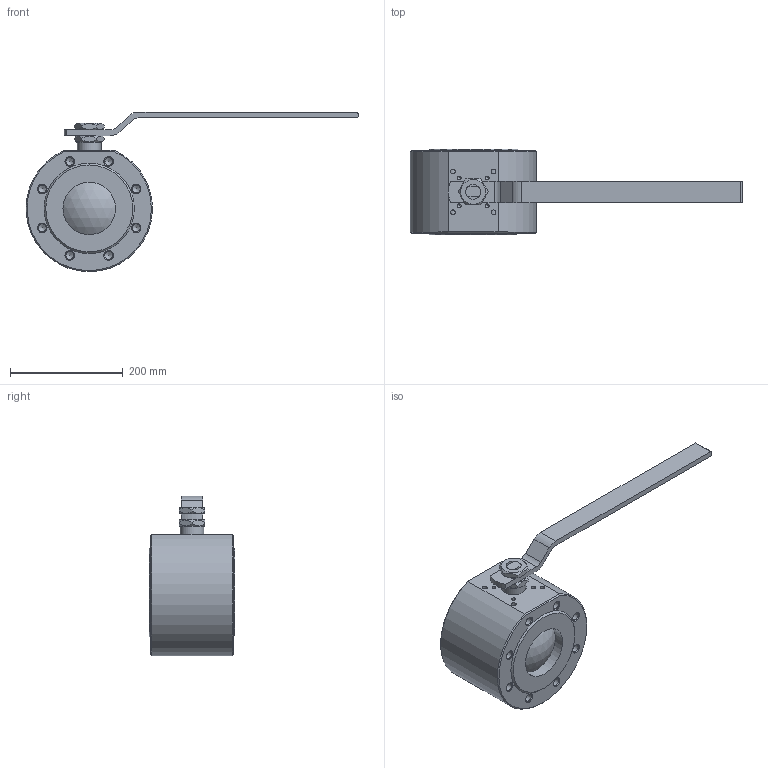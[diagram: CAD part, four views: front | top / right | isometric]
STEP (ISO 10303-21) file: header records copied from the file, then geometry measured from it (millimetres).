
FILE_DESCRIPTION( ( 'STEP AP214' ), '1' );
FILE_NAME( ' ', ' ', ( ' ' ), ( ' ' ), 'PSStep 13.0', 'VISI 18.0', ' ' );
FILE_SCHEMA( ( 'AUTOMOTIVE_DESIGN { 1 0 10303 214 1 1 1 1 }' ) );
Length unit declared in the file: millimetre
Products named in the file (1): 1
Bounding box: 587.95 x 152 x 282.2 mm (x, y, z)
Volume: 5838355.9 mm3; surface area: 274885.5 mm2
Topology: 1 solids, 7 shells, 187 faces, 477 edges, 307 vertices
Faces by surface type: cylinder 67, plane 61, cone 57, sphere 2
Full cylindrical faces by diameter (mm): 6.75 x8, 8.5 x4, 14 x16, 26.5 x1, 42 x1, 93 x2, 160 x1
Entity records: 7396 total; most frequent: CARTESIAN_POINT 2184, DIRECTION 742, ORIENTED_EDGE 642, AXIS2_PLACEMENT_3D 325, EDGE_CURVE 321, EDGE_LOOP 274, VERTEX_POINT 263, FACE_OUTER_BOUND 220
